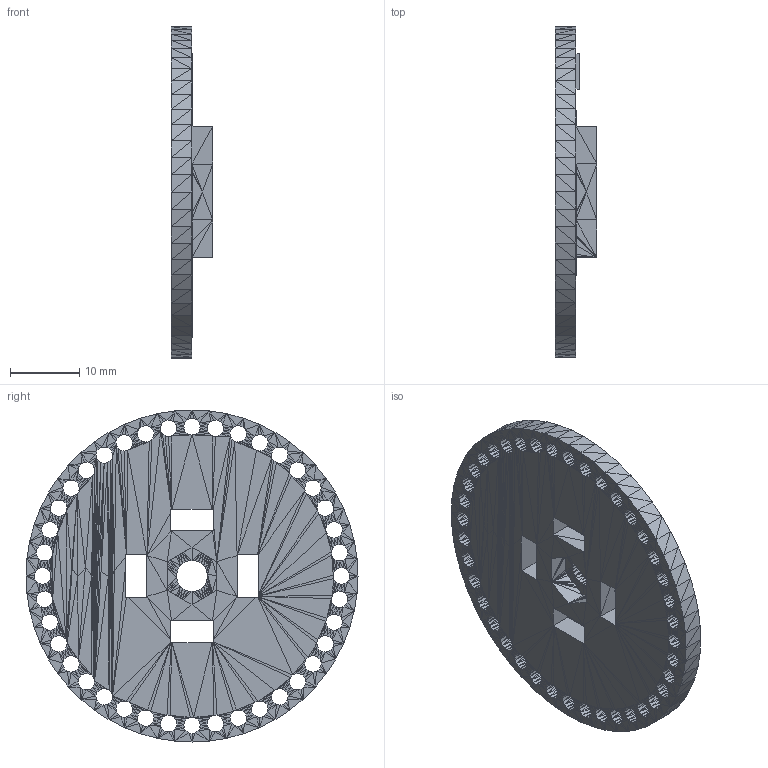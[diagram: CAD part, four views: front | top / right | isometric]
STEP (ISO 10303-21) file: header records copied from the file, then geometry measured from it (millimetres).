
FILE_DESCRIPTION(/* description */ (''),/* implementation_level */ '2;1');
FILE_NAME(/* name */ 'spool_bolt_end v2.step',/* time_stamp */ '2023-05-28T11:09:03-04:00',/* author */ (''),/* organization */ (''),/* preprocessor_version */ 'ST-DEVELOPER v19.2',/* originating_system */ 'Autodesk Translation Framework v11.17.0.187',/* authorisation */ '');
FILE_SCHEMA (('AUTOMOTIVE_DESIGN { 1 0 10303 214 3 1 1 }'));
Products named in the file (1): spool_bolt_end
Bounding box: 6 x 48.09 x 48.09 mm (x, y, z)
Volume: 5279.7 mm3; surface area: 5086.3 mm2
Topology: 1 solids, 1 shells, 3363 faces, 5269 edges, 1818 vertices
Faces by surface type: plane 3363
Entity records: 67464 total; most frequent: DIRECTION 11997, ORIENTED_EDGE 10538, CARTESIAN_POINT 10451, LINE 5269, VECTOR 5269, EDGE_CURVE 5269, AXIS2_PLACEMENT_3D 3364, FACE_OUTER_BOUND 3363
